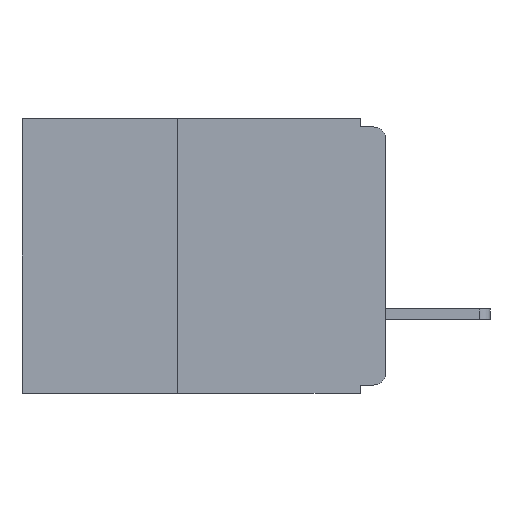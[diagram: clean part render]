
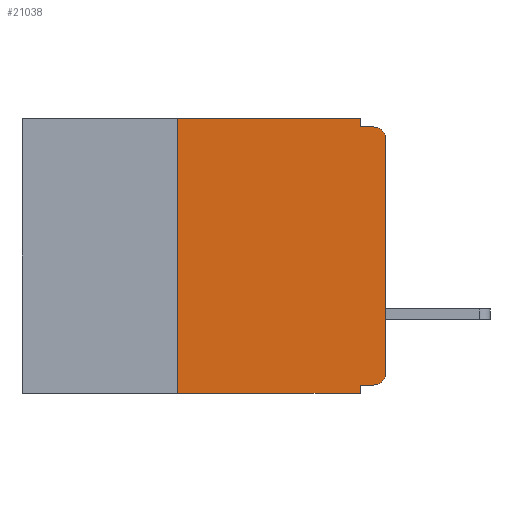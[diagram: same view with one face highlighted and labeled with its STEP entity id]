
A CAD part, left-side view. The second image highlights one B-rep face of the part: STEP entity #21038.
In plain terms, the highlighted planar face has unit normal (-1, 0, 0).
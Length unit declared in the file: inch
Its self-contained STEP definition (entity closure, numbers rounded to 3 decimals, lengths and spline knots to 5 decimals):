
#538 = CARTESIAN_POINT ( 'NONE',  ( 0., 0.015, -0.305 ) ) ;
#569 = CARTESIAN_POINT ( 'NONE',  ( 0., 0., -0.305 ) ) ;
#943 = EDGE_CURVE ( 'NONE', #5633, #5308, #15349, .T. ) ;
#2326 = CARTESIAN_POINT ( 'NONE',  ( 0., 0.031, -0.33 ) ) ;
#2443 = VECTOR ( 'NONE', #18106, 39.37008 ) ;
#2573 = CARTESIAN_POINT ( 'NONE',  ( 0., 0., -0.01 ) ) ;
#2902 = EDGE_CURVE ( 'NONE', #9999, #28585, #29446, .T. ) ;
#2975 = LINE ( 'NONE', #12687, #15180 ) ;
#3144 = CARTESIAN_POINT ( 'NONE',  ( 0., 0.015, -0.01 ) ) ;
#3232 = DIRECTION ( 'NONE',  ( 0., 0., -1. ) ) ;
#3460 = DIRECTION ( 'NONE',  ( 1., 0., 0. ) ) ;
#3877 = LINE ( 'NONE', #10560, #22767 ) ;
#3915 = EDGE_CURVE ( 'NONE', #15006, #5633, #21134, .T. ) ;
#4134 = DIRECTION ( 'NONE',  ( 0., 0., -1. ) ) ;
#4177 = VERTEX_POINT ( 'NONE', #12109 ) ;
#4193 = DIRECTION ( 'NONE',  ( -1., 0., 0. ) ) ;
#4266 = CARTESIAN_POINT ( 'NONE',  ( 0., 0.031, -0.01 ) ) ;
#4462 = CARTESIAN_POINT ( 'NONE',  ( 0., 0.015, -0.025 ) ) ;
#4464 = VECTOR ( 'NONE', #25254, 39.37008 ) ;
#5308 = VERTEX_POINT ( 'NONE', #30089 ) ;
#5633 = VERTEX_POINT ( 'NONE', #24765 ) ;
#6594 = AXIS2_PLACEMENT_3D ( 'NONE', #538, #18725, #3232 ) ;
#7202 = VECTOR ( 'NONE', #32621, 39.37008 ) ;
#7754 = EDGE_CURVE ( 'NONE', #28585, #31162, #14899, .T. ) ;
#8030 = DIRECTION ( 'NONE',  ( 0., 1., 0. ) ) ;
#9145 = VERTEX_POINT ( 'NONE', #13879 ) ;
#9244 = EDGE_CURVE ( 'NONE', #5308, #13387, #2975, .T. ) ;
#9999 = VERTEX_POINT ( 'NONE', #569 ) ;
#10072 = VECTOR ( 'NONE', #19816, 39.37008 ) ;
#10412 = ORIENTED_EDGE ( 'NONE', *, *, #2902, .T. ) ;
#10560 = CARTESIAN_POINT ( 'NONE',  ( 0., 0., -0.32 ) ) ;
#11239 = ORIENTED_EDGE ( 'NONE', *, *, #3915, .F. ) ;
#11428 = AXIS2_PLACEMENT_3D ( 'NONE', #4462, #4193, #4134 ) ;
#12109 = CARTESIAN_POINT ( 'NONE',  ( 0., 0.031, -0.32 ) ) ;
#12206 = DIRECTION ( 'NONE',  ( 0., 0., -1. ) ) ;
#12332 = EDGE_CURVE ( 'NONE', #13387, #31162, #28895, .T. ) ;
#12687 = CARTESIAN_POINT ( 'NONE',  ( 0., 0.031, 0. ) ) ;
#12794 = VECTOR ( 'NONE', #28853, 39.37008 ) ;
#12798 = VERTEX_POINT ( 'NONE', #2326 ) ;
#13387 = VERTEX_POINT ( 'NONE', #4266 ) ;
#13702 = ORIENTED_EDGE ( 'NONE', *, *, #19783, .F. ) ;
#13879 = CARTESIAN_POINT ( 'NONE',  ( 0., 0.015, -0.32 ) ) ;
#14118 = LINE ( 'NONE', #25089, #7202 ) ;
#14899 = CIRCLE ( 'NONE', #11428, 0.015 ) ;
#15006 = VERTEX_POINT ( 'NONE', #28519 ) ;
#15180 = VECTOR ( 'NONE', #12206, 39.37008 ) ;
#15349 = LINE ( 'NONE', #27995, #27983 ) ;
#16804 = ORIENTED_EDGE ( 'NONE', *, *, #12332, .F. ) ;
#18106 = DIRECTION ( 'NONE',  ( 0., -1., 0. ) ) ;
#18400 = ORIENTED_EDGE ( 'NONE', *, *, #943, .F. ) ;
#18725 = DIRECTION ( 'NONE',  ( -1., 0., 0. ) ) ;
#18941 = PLANE ( 'NONE',  #24928 ) ;
#19265 = CARTESIAN_POINT ( 'NONE',  ( 0., 0., -0.025 ) ) ;
#19449 = DIRECTION ( 'NONE',  ( 0., -1., 0. ) ) ;
#19783 = EDGE_CURVE ( 'NONE', #9145, #4177, #3877, .T. ) ;
#19816 = DIRECTION ( 'NONE',  ( 0., 0., 1. ) ) ;
#19967 = CARTESIAN_POINT ( 'NONE',  ( 0., 0., 0. ) ) ;
#20007 = ORIENTED_EDGE ( 'NONE', *, *, #29771, .F. ) ;
#21038 = ADVANCED_FACE ( 'NONE', ( #28575 ), #18941, .F. ) ;
#21134 = LINE ( 'NONE', #28538, #12794 ) ;
#21354 = CARTESIAN_POINT ( 'NONE',  ( 0., 0.437, 0. ) ) ;
#21469 = DIRECTION ( 'NONE',  ( 0., 0., -1. ) ) ;
#22767 = VECTOR ( 'NONE', #8030, 39.37008 ) ;
#23773 = EDGE_CURVE ( 'NONE', #9145, #9999, #25100, .T. ) ;
#24447 = EDGE_LOOP ( 'NONE', ( #10412, #24682, #16804, #30168, #18400, #11239, #26295, #20007, #13702, #27110 ) ) ;
#24682 = ORIENTED_EDGE ( 'NONE', *, *, #7754, .T. ) ;
#24765 = CARTESIAN_POINT ( 'NONE',  ( 0., 0.25, 0. ) ) ;
#24928 = AXIS2_PLACEMENT_3D ( 'NONE', #21354, #3460, #21469 ) ;
#25089 = CARTESIAN_POINT ( 'NONE',  ( 0., 0.031, -0.33 ) ) ;
#25100 = CIRCLE ( 'NONE', #6594, 0.015 ) ;
#25254 = DIRECTION ( 'NONE',  ( 0., -1., 0. ) ) ;
#26295 = ORIENTED_EDGE ( 'NONE', *, *, #33102, .T. ) ;
#27110 = ORIENTED_EDGE ( 'NONE', *, *, #23773, .T. ) ;
#27983 = VECTOR ( 'NONE', #19449, 39.37008 ) ;
#27995 = CARTESIAN_POINT ( 'NONE',  ( 0., 0.437, 0. ) ) ;
#28519 = CARTESIAN_POINT ( 'NONE',  ( 0., 0.25, -0.33 ) ) ;
#28538 = CARTESIAN_POINT ( 'NONE',  ( 0., 0.25, -0.33 ) ) ;
#28575 = FACE_OUTER_BOUND ( 'NONE', #24447, .T. ) ;
#28585 = VERTEX_POINT ( 'NONE', #19265 ) ;
#28853 = DIRECTION ( 'NONE',  ( 0., 0., 1. ) ) ;
#28895 = LINE ( 'NONE', #2573, #2443 ) ;
#29446 = LINE ( 'NONE', #19967, #10072 ) ;
#29771 = EDGE_CURVE ( 'NONE', #4177, #12798, #14118, .T. ) ;
#30089 = CARTESIAN_POINT ( 'NONE',  ( 0., 0.031, 0. ) ) ;
#30168 = ORIENTED_EDGE ( 'NONE', *, *, #9244, .F. ) ;
#30291 = CARTESIAN_POINT ( 'NONE',  ( 0., 0.437, -0.33 ) ) ;
#31162 = VERTEX_POINT ( 'NONE', #3144 ) ;
#31570 = LINE ( 'NONE', #30291, #4464 ) ;
#32621 = DIRECTION ( 'NONE',  ( 0., 0., -1. ) ) ;
#33102 = EDGE_CURVE ( 'NONE', #15006, #12798, #31570, .T. ) ;
